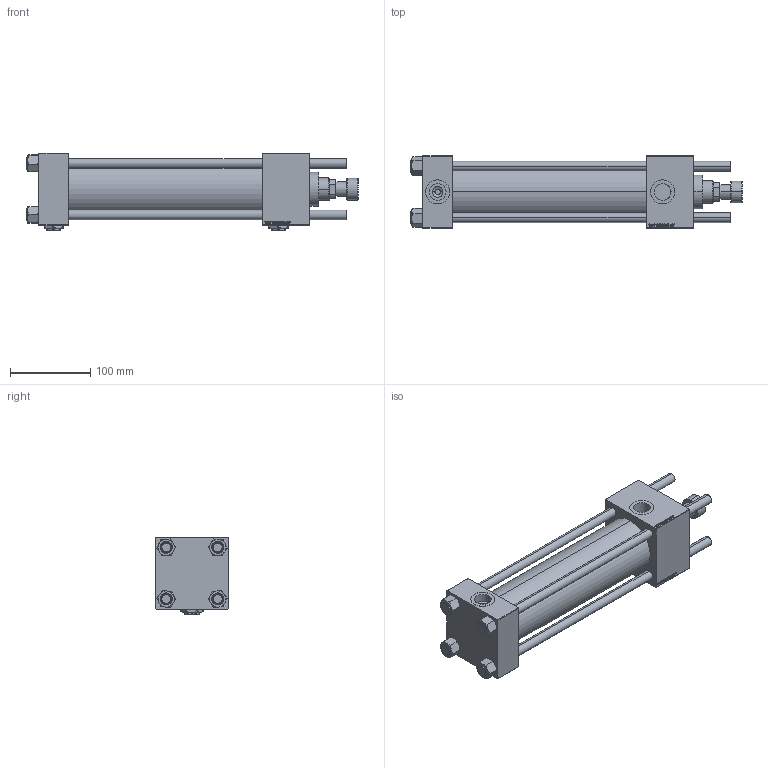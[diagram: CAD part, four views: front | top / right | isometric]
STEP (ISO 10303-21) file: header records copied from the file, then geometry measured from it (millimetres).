
FILE_DESCRIPTION (( 'STEP AP203' ), '1' );
FILE_NAME ('8986.STEP', '2023-08-23T01:30:21', ( '' ), ( '' ), 'SwSTEP 2.0', 'SolidWorks 2019', '' );
FILE_SCHEMA (( 'CONFIG_CONTROL_DESIGN' ));
Length unit declared in the file: millimetre
Products named in the file (8): V215CR_VCP_B 068a0964ea76c322b62ff254b8e1ebc4; 8986; V215CR_B_TYCINKA 068a0964ea76c322b62ff254b8e1ebc4; Zatka_pro_OIL_PORT 068a0964ea76c322b62ff254b8e1ebc4; V215CR_B-1 068a0964ea76c322b62ff254b8e1ebc4; V215_VC_A 068a0964ea76c322b62ff254b8e1ebc4; V215CR_ROD_END_F 068a0964ea76c322b62ff254b8e1ebc4; NUT_M5_B 068a0964ea76c322b62ff254b8e1ebc4
Assembly tree (14 placements, depth 2):
  8986
    V215CR_B-1 068a0964ea76c322b62ff254b8e1ebc4
    V215CR_VCP_B 068a0964ea76c322b62ff254b8e1ebc4
    NUT_M5_B 068a0964ea76c322b62ff254b8e1ebc4  x4
    V215CR_B_TYCINKA 068a0964ea76c322b62ff254b8e1ebc4  x4
    V215_VC_A 068a0964ea76c322b62ff254b8e1ebc4
    V215CR_ROD_END_F 068a0964ea76c322b62ff254b8e1ebc4
    Zatka_pro_OIL_PORT 068a0964ea76c322b62ff254b8e1ebc4  x2
Bounding box: 414 x 90 x 97 mm (x, y, z)
Volume: 1295853.1 mm3; surface area: 322636.7 mm2
Topology: 14 solids, 14 shells, 1271 faces, 3194 edges, 2064 vertices
Faces by surface type: bspline 504, plane 483, cone 180, cylinder 92, torus 12
Entity records: 59284 total; most frequent: CARTESIAN_POINT 34695, ORIENTED_EDGE 5688, DIRECTION 3248, EDGE_CURVE 2844, VERTEX_POINT 1862, LINE 1498, VECTOR 1498, EDGE_LOOP 1242
